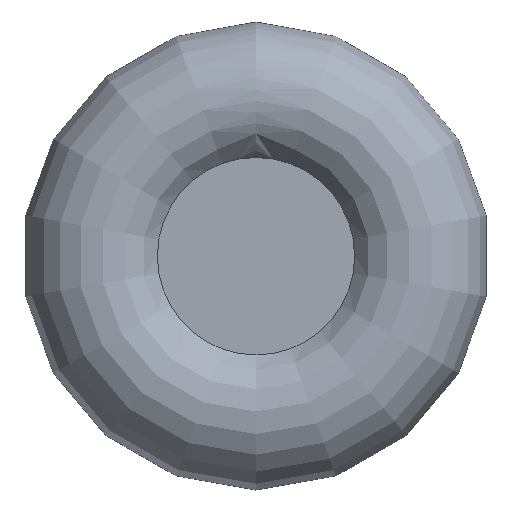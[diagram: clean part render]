
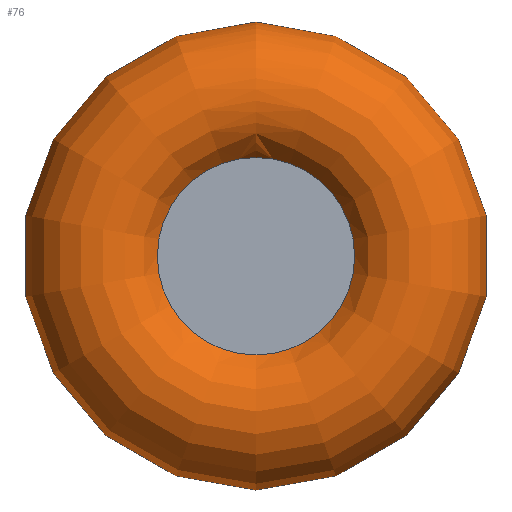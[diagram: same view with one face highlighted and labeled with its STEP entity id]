
A CAD part, left-side view. The second image highlights one B-rep face of the part: STEP entity #76.
In plain terms, the highlighted face is a revolution surface.
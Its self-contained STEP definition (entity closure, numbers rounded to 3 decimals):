
#59=SURFACE_OF_REVOLUTION('',#61,#60);
#60=AXIS1_PLACEMENT('',#535,#377);
#61=B_SPLINE_CURVE_WITH_KNOTS('',3,(#465,#466,#467,#468,#469,#470,#471,
#472,#473,#474,#475,#476,#477,#478,#479,#480,#481,#482,#483,#484,#485,#486,
#487,#488,#489,#490,#491,#492,#493,#494,#495,#496,#497,#498,#499,#500,#501,
#502,#503,#504,#505,#506,#507,#508,#509,#510,#511,#512,#513,#514,#515,#516,
#517,#518,#519,#520,#521,#522,#523,#524,#525,#526,#527,#528,#529,#530,#531,
#532,#533,#534),.UNSPECIFIED.,.T.,.F.,(2,2,2,2,2,2,2,2,2,2,2,2,2,2,2,2,
2,2,2,2,2,2,2,2,2,2,2,2,2,2,2,2,2,2,2,2,2),(-0.031,0.,0.063,0.094,
0.125,0.156,0.188,0.219,0.25,0.281,0.297,0.313,0.344,0.375,
0.406,0.438,0.469,0.5,0.531,0.563,0.594,0.625,0.656,0.688,
0.719,0.734,0.75,0.766,0.781,0.813,0.844,0.875,0.906,0.938,
0.969,1.,1.063),.UNSPECIFIED.);
#76=ADVANCED_FACE('',(#112,#113),#59,.T.);
#112=FACE_BOUND('',#156,.T.);
#113=FACE_BOUND('',#157,.T.);
#156=EDGE_LOOP('',(#202));
#157=EDGE_LOOP('',(#203));
#202=ORIENTED_EDGE('',*,*,#268,.F.);
#203=ORIENTED_EDGE('',*,*,#267,.T.);
#244=VERTEX_POINT('',#461);
#245=VERTEX_POINT('',#464);
#267=EDGE_CURVE('',#244,#244,#290,.T.);
#268=EDGE_CURVE('',#245,#245,#291,.T.);
#290=CIRCLE('',#317,14.703);
#291=CIRCLE('',#319,6.406);
#317=AXIS2_PLACEMENT_3D('',#460,#371,#372);
#319=AXIS2_PLACEMENT_3D('',#463,#375,#376);
#371=DIRECTION('',(-1.,0.,0.));
#372=DIRECTION('',(0.,0.,1.));
#375=DIRECTION('',(-1.,0.,0.));
#376=DIRECTION('',(0.,0.,1.));
#377=DIRECTION('',(-1.,0.,0.));
#460=CARTESIAN_POINT('',(8.212,0.,0.));
#461=CARTESIAN_POINT('',(8.212,0.,14.703));
#463=CARTESIAN_POINT('',(3.,0.,0.));
#464=CARTESIAN_POINT('',(3.,0.,6.406));
#465=CARTESIAN_POINT('',(5.673,5.537,0.));
#466=CARTESIAN_POINT('',(6.654,5.537,0.));
#467=CARTESIAN_POINT('',(7.308,5.646,0.));
#468=CARTESIAN_POINT('',(8.223,5.976,0.));
#469=CARTESIAN_POINT('',(8.521,6.115,0.));
#470=CARTESIAN_POINT('',(9.081,6.448,0.));
#471=CARTESIAN_POINT('',(9.342,6.64,0.));
#472=CARTESIAN_POINT('',(9.822,7.078,0.));
#473=CARTESIAN_POINT('',(10.041,7.325,0.));
#474=CARTESIAN_POINT('',(10.417,7.853,0.));
#475=CARTESIAN_POINT('',(10.576,8.136,0.));
#476=CARTESIAN_POINT('',(10.834,8.739,0.));
#477=CARTESIAN_POINT('',(10.928,9.048,0.));
#478=CARTESIAN_POINT('',(11.051,9.683,0.));
#479=CARTESIAN_POINT('',(11.08,10.013,0.));
#480=CARTESIAN_POINT('',(11.068,10.662,0.));
#481=CARTESIAN_POINT('',(11.029,10.982,0.));
#482=CARTESIAN_POINT('',(10.922,11.458,0.));
#483=CARTESIAN_POINT('',(10.878,11.617,0.));
#484=CARTESIAN_POINT('',(10.775,11.926,0.));
#485=CARTESIAN_POINT('',(10.715,12.077,0.));
#486=CARTESIAN_POINT('',(10.517,12.519,0.));
#487=CARTESIAN_POINT('',(10.356,12.8,0.));
#488=CARTESIAN_POINT('',(9.977,13.333,0.));
#489=CARTESIAN_POINT('',(9.763,13.578,0.));
#490=CARTESIAN_POINT('',(9.294,14.023,0.));
#491=CARTESIAN_POINT('',(9.036,14.225,0.));
#492=CARTESIAN_POINT('',(8.485,14.575,0.));
#493=CARTESIAN_POINT('',(8.197,14.721,0.));
#494=CARTESIAN_POINT('',(7.595,14.959,0.));
#495=CARTESIAN_POINT('',(7.278,15.051,0.));
#496=CARTESIAN_POINT('',(6.641,15.172,0.));
#497=CARTESIAN_POINT('',(6.319,15.202,0.));
#498=CARTESIAN_POINT('',(5.67,15.201,0.));
#499=CARTESIAN_POINT('',(5.341,15.17,0.));
#500=CARTESIAN_POINT('',(4.706,15.047,0.));
#501=CARTESIAN_POINT('',(4.395,14.957,0.));
#502=CARTESIAN_POINT('',(3.789,14.715,0.));
#503=CARTESIAN_POINT('',(3.498,14.565,0.));
#504=CARTESIAN_POINT('',(2.953,14.216,0.));
#505=CARTESIAN_POINT('',(2.696,14.015,0.));
#506=CARTESIAN_POINT('',(2.223,13.564,0.));
#507=CARTESIAN_POINT('',(2.012,13.319,0.));
#508=CARTESIAN_POINT('',(1.638,12.79,0.));
#509=CARTESIAN_POINT('',(1.474,12.503,0.));
#510=CARTESIAN_POINT('',(1.211,11.909,0.));
#511=CARTESIAN_POINT('',(1.109,11.602,0.));
#512=CARTESIAN_POINT('',(1.003,11.125,0.));
#513=CARTESIAN_POINT('',(0.976,10.962,0.));
#514=CARTESIAN_POINT('',(0.938,10.639,0.));
#515=CARTESIAN_POINT('',(0.928,10.477,0.));
#516=CARTESIAN_POINT('',(0.924,10.154,0.));
#517=CARTESIAN_POINT('',(0.93,9.992,0.));
#518=CARTESIAN_POINT('',(0.959,9.668,0.));
#519=CARTESIAN_POINT('',(0.983,9.505,0.));
#520=CARTESIAN_POINT('',(1.078,9.025,0.));
#521=CARTESIAN_POINT('',(1.174,8.716,0.));
#522=CARTESIAN_POINT('',(1.432,8.12,0.));
#523=CARTESIAN_POINT('',(1.595,7.833,0.));
#524=CARTESIAN_POINT('',(1.973,7.308,0.));
#525=CARTESIAN_POINT('',(2.188,7.068,0.));
#526=CARTESIAN_POINT('',(2.672,6.629,0.));
#527=CARTESIAN_POINT('',(2.936,6.437,0.));
#528=CARTESIAN_POINT('',(3.49,6.109,0.));
#529=CARTESIAN_POINT('',(3.783,5.973,0.));
#530=CARTESIAN_POINT('',(4.398,5.753,0.));
#531=CARTESIAN_POINT('',(4.713,5.671,0.));
#532=CARTESIAN_POINT('',(5.35,5.564,0.));
#533=CARTESIAN_POINT('',(5.673,5.537,0.));
#534=CARTESIAN_POINT('',(6.654,5.537,0.));
#535=CARTESIAN_POINT('',(0.,0.,0.));
